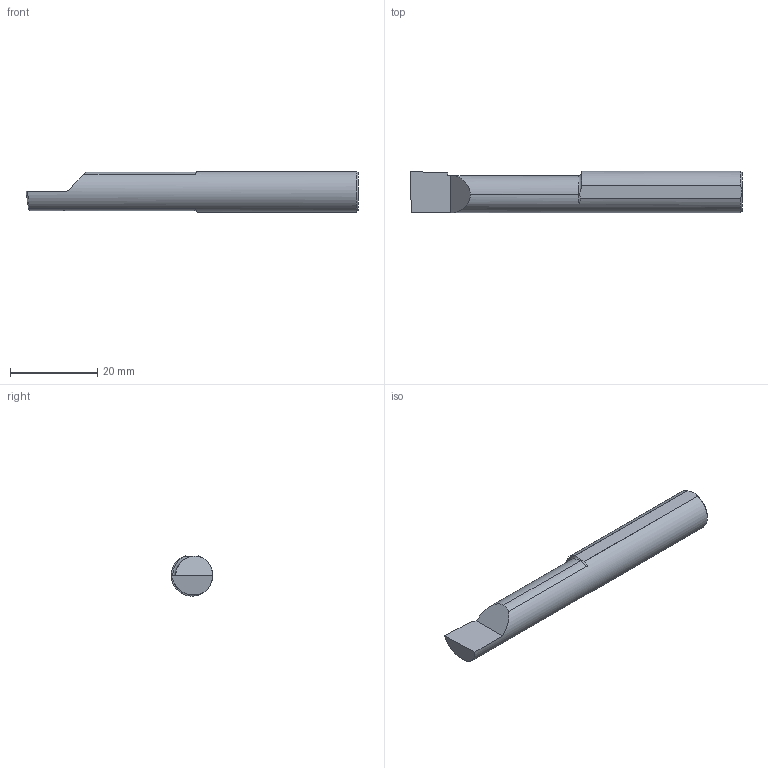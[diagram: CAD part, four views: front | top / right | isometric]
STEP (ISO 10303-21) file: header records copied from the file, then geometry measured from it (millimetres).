
FILE_DESCRIPTION (( 'STEP AP203' ), '1' );
FILE_NAME ('210501-LHBB3714L.STEP', '2024-09-03T21:27:12', ( '' ), ( '' ), 'SwSTEP 2.0', 'SolidWorks 2024', '' );
FILE_SCHEMA (( 'CONFIG_CONTROL_DESIGN' ));
Length unit declared in the file: inch
Products named in the file (1): 210501-LHBB3714L
Bounding box: 76.2 x 9.52 x 9.24 mm (x, y, z)
Volume: 4596.6 mm3; surface area: 2238.8 mm2
Topology: 1 solids, 1 shells, 24 faces, 62 edges, 40 vertices
Faces by surface type: plane 11, cylinder 6, torus 4, cone 3
Entity records: 883 total; most frequent: CARTESIAN_POINT 256, ORIENTED_EDGE 124, DIRECTION 105, EDGE_CURVE 62, AXIS2_PLACEMENT_3D 43, VERTEX_POINT 40, FACE_OUTER_BOUND 24, ADVANCED_FACE 24
